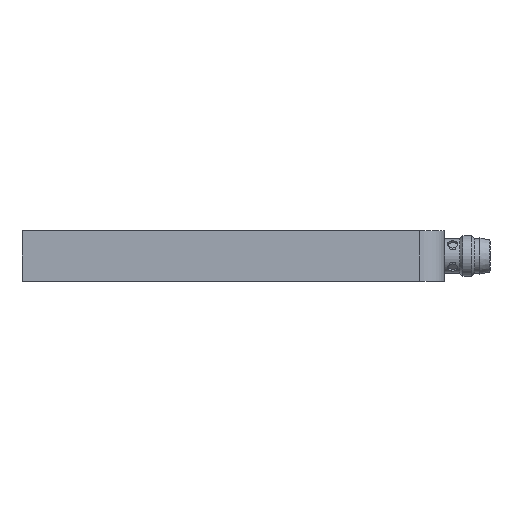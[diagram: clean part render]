
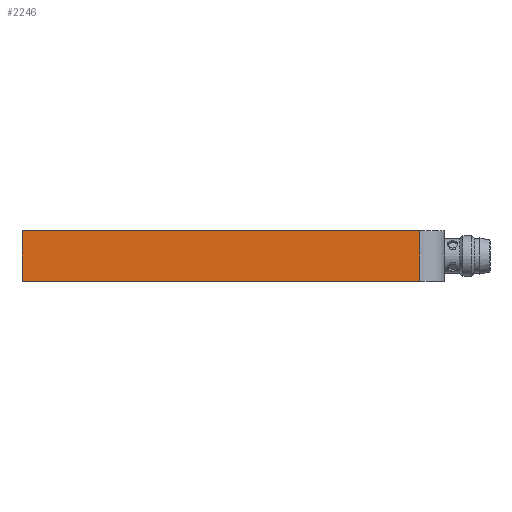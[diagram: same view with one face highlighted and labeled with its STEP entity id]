
A CAD part, front view. The second image highlights one B-rep face of the part: STEP entity #2246.
In plain terms, the highlighted planar face has unit normal (0, -1, 0).
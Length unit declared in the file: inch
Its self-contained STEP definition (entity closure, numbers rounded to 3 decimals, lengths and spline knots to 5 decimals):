
#4 = LINE ( 'NONE', #2280, #2006 ) ;
#42 = DIRECTION ( 'NONE',  ( 0., 0., 1. ) ) ;
#86 = EDGE_LOOP ( 'NONE', ( #2058, #1973, #1135, #2241 ) ) ;
#119 = EDGE_CURVE ( 'NONE', #1349, #1312, #1634, .T. ) ;
#198 = VECTOR ( 'NONE', #242, 39.37008 ) ;
#242 = DIRECTION ( 'NONE',  ( -1., 0., 0. ) ) ;
#251 = LINE ( 'NONE', #585, #1226 ) ;
#345 = CARTESIAN_POINT ( 'NONE',  ( 0., -1.45669, 0.19685 ) ) ;
#413 = CARTESIAN_POINT ( 'NONE',  ( 0., -1.45669, 0.19685 ) ) ;
#421 = DIRECTION ( 'NONE',  ( -1., 0., 0. ) ) ;
#564 = VERTEX_POINT ( 'NONE', #2510 ) ;
#585 = CARTESIAN_POINT ( 'NONE',  ( 3.11024, -1.45669, 0.19685 ) ) ;
#607 = EDGE_CURVE ( 'NONE', #564, #1349, #251, .T. ) ;
#700 = CARTESIAN_POINT ( 'NONE',  ( 0., -1.45669, -0.19685 ) ) ;
#733 = VECTOR ( 'NONE', #421, 39.37008 ) ;
#902 = AXIS2_PLACEMENT_3D ( 'NONE', #1771, #1976, #42 ) ;
#992 = PLANE ( 'NONE',  #902 ) ;
#1083 = CARTESIAN_POINT ( 'NONE',  ( 3.11024, -1.45669, 0.19685 ) ) ;
#1135 = ORIENTED_EDGE ( 'NONE', *, *, #119, .T. ) ;
#1178 = DIRECTION ( 'NONE',  ( 0., 0., -1. ) ) ;
#1181 = VERTEX_POINT ( 'NONE', #700 ) ;
#1226 = VECTOR ( 'NONE', #2147, 39.37008 ) ;
#1312 = VERTEX_POINT ( 'NONE', #345 ) ;
#1349 = VERTEX_POINT ( 'NONE', #1083 ) ;
#1351 = FACE_OUTER_BOUND ( 'NONE', #86, .T. ) ;
#1600 = CARTESIAN_POINT ( 'NONE',  ( 0., -1.45669, -0.19685 ) ) ;
#1634 = LINE ( 'NONE', #413, #733 ) ;
#1703 = EDGE_CURVE ( 'NONE', #1312, #1181, #4, .T. ) ;
#1771 = CARTESIAN_POINT ( 'NONE',  ( 0., -1.45669, 0. ) ) ;
#1973 = ORIENTED_EDGE ( 'NONE', *, *, #607, .T. ) ;
#1976 = DIRECTION ( 'NONE',  ( 0., 1., 0. ) ) ;
#2006 = VECTOR ( 'NONE', #1178, 39.37008 ) ;
#2058 = ORIENTED_EDGE ( 'NONE', *, *, #2332, .F. ) ;
#2147 = DIRECTION ( 'NONE',  ( 0., 0., 1. ) ) ;
#2241 = ORIENTED_EDGE ( 'NONE', *, *, #1703, .T. ) ;
#2246 = ADVANCED_FACE ( 'NONE', ( #1351 ), #992, .F. ) ;
#2255 = LINE ( 'NONE', #1600, #198 ) ;
#2280 = CARTESIAN_POINT ( 'NONE',  ( 0., -1.45669, -0.13333 ) ) ;
#2332 = EDGE_CURVE ( 'NONE', #564, #1181, #2255, .T. ) ;
#2510 = CARTESIAN_POINT ( 'NONE',  ( 3.11024, -1.45669, -0.19685 ) ) ;
